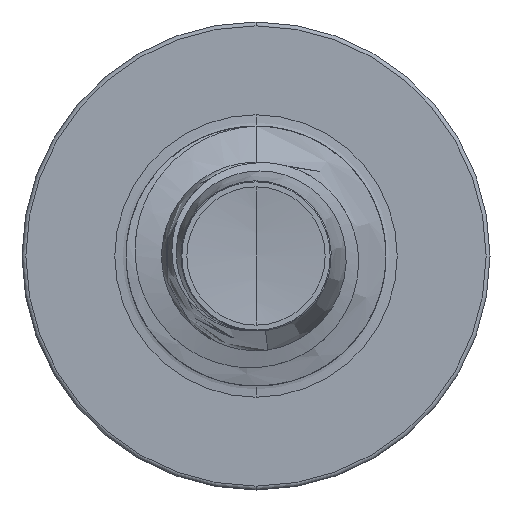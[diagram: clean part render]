
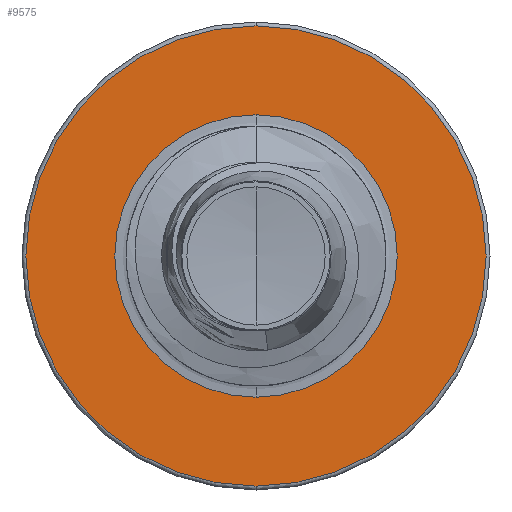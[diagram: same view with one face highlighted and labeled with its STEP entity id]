
A CAD part, front view. The second image highlights one B-rep face of the part: STEP entity #9575.
In plain terms, the highlighted planar face has unit normal (0, -1, 0).
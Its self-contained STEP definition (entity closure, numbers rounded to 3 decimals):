
#351 = VERTEX_POINT ( 'NONE', #5154 ) ;
#904 = AXIS2_PLACEMENT_3D ( 'NONE', #14078, #15133, #8386 ) ;
#1581 = ORIENTED_EDGE ( 'NONE', *, *, #12106, .T. ) ;
#1871 = CARTESIAN_POINT ( 'NONE',  ( 0., 9., 1.086 ) ) ;
#1911 = CARTESIAN_POINT ( 'NONE',  ( 0., 9., 0. ) ) ;
#2231 = AXIS2_PLACEMENT_3D ( 'NONE', #4130, #4101, #4097 ) ;
#2436 = AXIS2_PLACEMENT_3D ( 'NONE', #5462, #5447, #5426 ) ;
#3094 = PLANE ( 'NONE',  #904 ) ;
#3294 = DIRECTION ( 'NONE',  ( 0., 0., 1. ) ) ;
#3383 = FACE_OUTER_BOUND ( 'NONE', #3407, .T. ) ;
#3407 = EDGE_LOOP ( 'NONE', ( #4684, #4966 ) ) ;
#4097 = DIRECTION ( 'NONE',  ( 0., 0., 1. ) ) ;
#4101 = DIRECTION ( 'NONE',  ( 0., 1., 0. ) ) ;
#4130 = CARTESIAN_POINT ( 'NONE',  ( 0., 9., 0. ) ) ;
#4430 = CIRCLE ( 'NONE', #13566, 1.77 ) ;
#4672 = VERTEX_POINT ( 'NONE', #1871 ) ;
#4684 = ORIENTED_EDGE ( 'NONE', *, *, #7559, .F. ) ;
#4966 = ORIENTED_EDGE ( 'NONE', *, *, #6886, .F. ) ;
#5024 = ORIENTED_EDGE ( 'NONE', *, *, #8021, .T. ) ;
#5154 = CARTESIAN_POINT ( 'NONE',  ( 0., 9., -1.086 ) ) ;
#5426 = DIRECTION ( 'NONE',  ( 0., 0., 1. ) ) ;
#5447 = DIRECTION ( 'NONE',  ( 0., 1., 0. ) ) ;
#5462 = CARTESIAN_POINT ( 'NONE',  ( 0., 9., 0. ) ) ;
#5634 = AXIS2_PLACEMENT_3D ( 'NONE', #1911, #11054, #3294 ) ;
#6886 = EDGE_CURVE ( 'NONE', #10711, #15220, #4430, .T. ) ;
#7243 = DIRECTION ( 'NONE',  ( 0., 0., 1. ) ) ;
#7257 = DIRECTION ( 'NONE',  ( 0., 1., 0. ) ) ;
#7282 = CARTESIAN_POINT ( 'NONE',  ( 0., 9., 0. ) ) ;
#7559 = EDGE_CURVE ( 'NONE', #15220, #10711, #10118, .T. ) ;
#8021 = EDGE_CURVE ( 'NONE', #4672, #351, #12558, .T. ) ;
#8386 = DIRECTION ( 'NONE',  ( 0., 0., 1. ) ) ;
#9575 = ADVANCED_FACE ( 'NONE', ( #3383, #15340 ), #3094, .F. ) ;
#10118 = CIRCLE ( 'NONE', #2436, 1.77 ) ;
#10711 = VERTEX_POINT ( 'NONE', #11485 ) ;
#11054 = DIRECTION ( 'NONE',  ( 0., 1., 0. ) ) ;
#11485 = CARTESIAN_POINT ( 'NONE',  ( 0., 9., -1.77 ) ) ;
#12106 = EDGE_CURVE ( 'NONE', #351, #4672, #14838, .T. ) ;
#12558 = CIRCLE ( 'NONE', #2231, 1.086 ) ;
#13566 = AXIS2_PLACEMENT_3D ( 'NONE', #7282, #7257, #7243 ) ;
#13908 = EDGE_LOOP ( 'NONE', ( #5024, #1581 ) ) ;
#14078 = CARTESIAN_POINT ( 'NONE',  ( 0., 9., -1.086 ) ) ;
#14609 = CARTESIAN_POINT ( 'NONE',  ( 0., 9., 1.77 ) ) ;
#14838 = CIRCLE ( 'NONE', #5634, 1.086 ) ;
#15133 = DIRECTION ( 'NONE',  ( 0., 1., 0. ) ) ;
#15220 = VERTEX_POINT ( 'NONE', #14609 ) ;
#15340 = FACE_BOUND ( 'NONE', #13908, .T. ) ;
